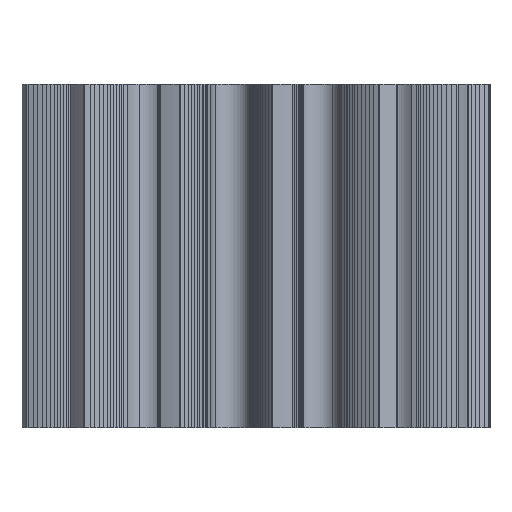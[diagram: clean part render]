
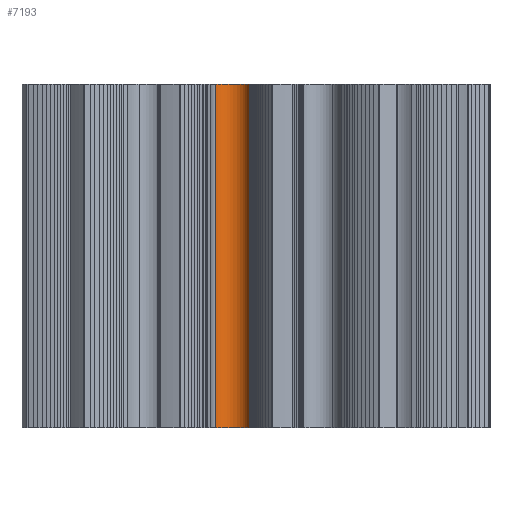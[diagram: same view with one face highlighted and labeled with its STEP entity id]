
A CAD part, left-side view. The second image highlights one B-rep face of the part: STEP entity #7193.
In plain terms, the highlighted cylindrical face has radius 0.35 mm (diameter 0.7 mm), a partial arc.
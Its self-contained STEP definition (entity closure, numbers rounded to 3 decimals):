
#203 = CARTESIAN_POINT ( 'NONE',  ( -3.095, 0.08, 3.5 ) ) ;
#472 = CARTESIAN_POINT ( 'NONE',  ( -3.249, 0.394, 3.5 ) ) ;
#1165 = CARTESIAN_POINT ( 'NONE',  ( -3.095, 0.08, -3. ) ) ;
#1427 = DIRECTION ( 'NONE',  ( 0., 0., -1. ) ) ;
#1884 = DIRECTION ( 'NONE',  ( 0., 0., 1. ) ) ;
#2832 = CARTESIAN_POINT ( 'NONE',  ( -3.024, 0.663, 3.5 ) ) ;
#2873 = DIRECTION ( 'NONE',  ( 1., 0., 0. ) ) ;
#2994 = ORIENTED_EDGE ( 'NONE', *, *, #15668, .F. ) ;
#3272 = VECTOR ( 'NONE', #8040, 1000. ) ;
#3548 = VERTEX_POINT ( 'NONE', #7095 ) ;
#3875 = EDGE_CURVE ( 'NONE', #12970, #4154, #4338, .T. ) ;
#4082 = LINE ( 'NONE', #203, #3272 ) ;
#4154 = VERTEX_POINT ( 'NONE', #1165 ) ;
#4338 = CIRCLE ( 'NONE', #4610, 0.35 ) ;
#4350 = CARTESIAN_POINT ( 'NONE',  ( -3.249, 0.394, 3. ) ) ;
#4610 = AXIS2_PLACEMENT_3D ( 'NONE', #6607, #1427, #10179 ) ;
#5118 = VECTOR ( 'NONE', #11510, 1000. ) ;
#5309 = VERTEX_POINT ( 'NONE', #11157 ) ;
#5737 = CYLINDRICAL_SURFACE ( 'NONE', #10024, 0.35 ) ;
#5739 = ORIENTED_EDGE ( 'NONE', *, *, #11070, .T. ) ;
#5901 = ORIENTED_EDGE ( 'NONE', *, *, #16034, .T. ) ;
#6607 = CARTESIAN_POINT ( 'NONE',  ( -3.249, 0.394, -3. ) ) ;
#6932 = CIRCLE ( 'NONE', #16157, 0.35 ) ;
#7095 = CARTESIAN_POINT ( 'NONE',  ( -3.095, 0.08, 3. ) ) ;
#7193 = ADVANCED_FACE ( 'NONE', ( #12998 ), #5737, .F. ) ;
#7826 = ORIENTED_EDGE ( 'NONE', *, *, #3875, .T. ) ;
#7940 = LINE ( 'NONE', #2832, #5118 ) ;
#8040 = DIRECTION ( 'NONE',  ( 0., 0., -1. ) ) ;
#8228 = EDGE_LOOP ( 'NONE', ( #5739, #5901, #7826, #2994 ) ) ;
#10024 = AXIS2_PLACEMENT_3D ( 'NONE', #472, #14552, #11856 ) ;
#10179 = DIRECTION ( 'NONE',  ( -0.121, -0.993, 0. ) ) ;
#11070 = EDGE_CURVE ( 'NONE', #3548, #5309, #6932, .T. ) ;
#11157 = CARTESIAN_POINT ( 'NONE',  ( -3.024, 0.663, 3. ) ) ;
#11510 = DIRECTION ( 'NONE',  ( 0., 0., -1. ) ) ;
#11856 = DIRECTION ( 'NONE',  ( -1., 0., 0. ) ) ;
#12970 = VERTEX_POINT ( 'NONE', #14439 ) ;
#12998 = FACE_OUTER_BOUND ( 'NONE', #8228, .T. ) ;
#14439 = CARTESIAN_POINT ( 'NONE',  ( -3.024, 0.663, -3. ) ) ;
#14552 = DIRECTION ( 'NONE',  ( 0., 0., -1. ) ) ;
#15668 = EDGE_CURVE ( 'NONE', #3548, #4154, #4082, .T. ) ;
#16034 = EDGE_CURVE ( 'NONE', #5309, #12970, #7940, .T. ) ;
#16157 = AXIS2_PLACEMENT_3D ( 'NONE', #4350, #1884, #2873 ) ;
